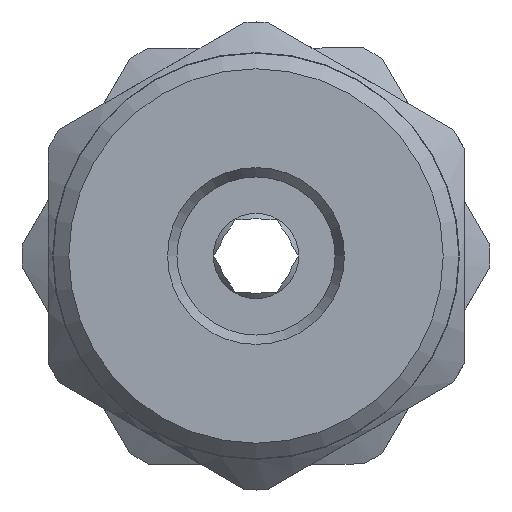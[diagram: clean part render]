
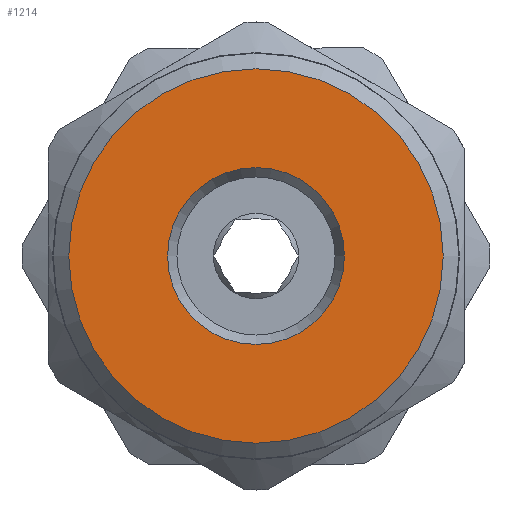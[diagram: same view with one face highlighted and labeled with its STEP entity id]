
A CAD part, left-side view. The second image highlights one B-rep face of the part: STEP entity #1214.
In plain terms, the highlighted planar face has unit normal (-1, 0, 0).
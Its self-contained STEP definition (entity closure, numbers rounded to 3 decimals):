
#127=PLANE('',#1303);
#275=ORIENTED_EDGE('',*,*,#462,.T.);
#276=ORIENTED_EDGE('',*,*,#463,.T.);
#462=EDGE_CURVE('',#579,#579,#656,.F.);
#463=EDGE_CURVE('',#580,#580,#657,.T.);
#579=VERTEX_POINT('',#2237);
#580=VERTEX_POINT('',#2239);
#656=CIRCLE('',#1304,18.);
#657=CIRCLE('',#1305,8.5);
#720=EDGE_LOOP('',(#275));
#721=EDGE_LOOP('',(#276));
#795=FACE_BOUND('',#720,.T.);
#796=FACE_BOUND('',#721,.T.);
#1214=ADVANCED_FACE('',(#795,#796),#127,.F.);
#1303=AXIS2_PLACEMENT_3D('',#2235,#1479,#1480);
#1304=AXIS2_PLACEMENT_3D('',#2236,#1481,#1482);
#1305=AXIS2_PLACEMENT_3D('',#2238,#1483,#1484);
#1479=DIRECTION('',(1.,0.,0.));
#1480=DIRECTION('',(0.,1.,0.));
#1481=DIRECTION('',(1.,0.,0.));
#1482=DIRECTION('',(0.,1.,0.));
#1483=DIRECTION('',(1.,0.,0.));
#1484=DIRECTION('',(0.,-1.,0.));
#2235=CARTESIAN_POINT('',(-41.,0.,0.));
#2236=CARTESIAN_POINT('',(-41.,0.,0.));
#2237=CARTESIAN_POINT('',(-41.,18.,0.));
#2238=CARTESIAN_POINT('',(-41.,0.,0.));
#2239=CARTESIAN_POINT('',(-41.,-8.5,0.));
